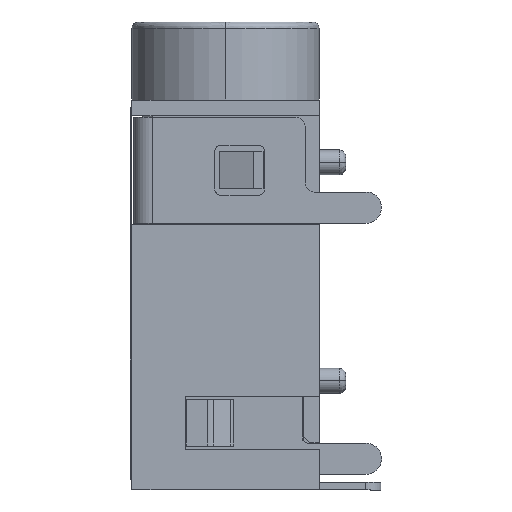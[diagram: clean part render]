
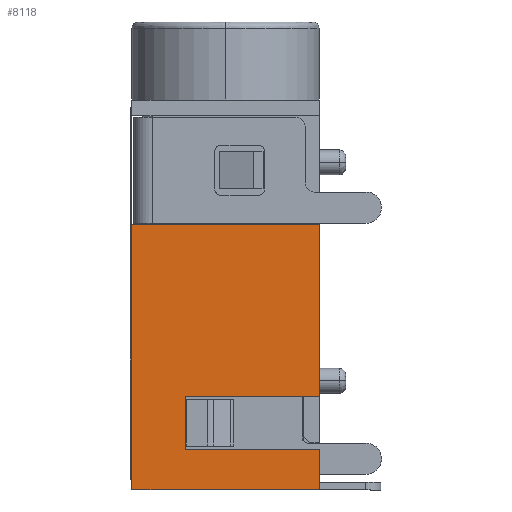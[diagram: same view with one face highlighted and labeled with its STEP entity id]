
A CAD part, left-side view. The second image highlights one B-rep face of the part: STEP entity #8118.
In plain terms, the highlighted planar face has unit normal (-1, 0, 0).
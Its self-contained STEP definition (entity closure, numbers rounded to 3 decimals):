
#320 = VECTOR ( 'NONE', #14716, 1000. ) ;
#928 = ORIENTED_EDGE ( 'NONE', *, *, #6132, .F. ) ;
#1099 = EDGE_CURVE ( 'NONE', #4817, #8526, #4793, .T. ) ;
#1222 = ORIENTED_EDGE ( 'NONE', *, *, #3290, .T. ) ;
#1359 = LINE ( 'NONE', #13456, #13054 ) ;
#1742 = DIRECTION ( 'NONE',  ( 0., -1., 0. ) ) ;
#1793 = EDGE_CURVE ( 'NONE', #11450, #6278, #11392, .T. ) ;
#2168 = CARTESIAN_POINT ( 'NONE',  ( -3.55, -3., 3. ) ) ;
#2174 = CARTESIAN_POINT ( 'NONE',  ( -3.55, -3., 0. ) ) ;
#2348 = DIRECTION ( 'NONE',  ( 0., 0., -1. ) ) ;
#3290 = EDGE_CURVE ( 'NONE', #14907, #9769, #11158, .T. ) ;
#3687 = AXIS2_PLACEMENT_3D ( 'NONE', #11104, #9803, #2348 ) ;
#3818 = VECTOR ( 'NONE', #14762, 1000. ) ;
#4286 = CARTESIAN_POINT ( 'NONE',  ( -3.55, 3., 1.3 ) ) ;
#4329 = VECTOR ( 'NONE', #1742, 1000. ) ;
#4769 = DIRECTION ( 'NONE',  ( 0., -1., 0. ) ) ;
#4793 = LINE ( 'NONE', #12326, #320 ) ;
#4817 = VERTEX_POINT ( 'NONE', #2168 ) ;
#5128 = FACE_OUTER_BOUND ( 'NONE', #6095, .T. ) ;
#5188 = VECTOR ( 'NONE', #15583, 1000. ) ;
#5718 = CARTESIAN_POINT ( 'NONE',  ( -3.55, -3., 8.5 ) ) ;
#5833 = DIRECTION ( 'NONE',  ( 0., 0., 1. ) ) ;
#6095 = EDGE_LOOP ( 'NONE', ( #11017, #7766, #10658, #1222, #15647, #9186, #14540, #928 ) ) ;
#6132 = EDGE_CURVE ( 'NONE', #4817, #11450, #8889, .T. ) ;
#6222 = EDGE_CURVE ( 'NONE', #13280, #9769, #15130, .T. ) ;
#6278 = VERTEX_POINT ( 'NONE', #12372 ) ;
#6683 = CARTESIAN_POINT ( 'NONE',  ( -3.55, 0., 0. ) ) ;
#7221 = VECTOR ( 'NONE', #4769, 1000. ) ;
#7296 = PLANE ( 'NONE',  #3687 ) ;
#7412 = LINE ( 'NONE', #15890, #7221 ) ;
#7695 = VERTEX_POINT ( 'NONE', #10267 ) ;
#7766 = ORIENTED_EDGE ( 'NONE', *, *, #15124, .F. ) ;
#8091 = VECTOR ( 'NONE', #13663, 1000. ) ;
#8118 = ADVANCED_FACE ( 'NONE', ( #5128 ), #7296, .F. ) ;
#8503 = CARTESIAN_POINT ( 'NONE',  ( -3.55, -3., 12.5 ) ) ;
#8526 = VERTEX_POINT ( 'NONE', #5718 ) ;
#8760 = VECTOR ( 'NONE', #12851, 1000. ) ;
#8889 = LINE ( 'NONE', #9268, #5188 ) ;
#8920 = CARTESIAN_POINT ( 'NONE',  ( -3.55, 1.3, 12.5 ) ) ;
#9073 = CARTESIAN_POINT ( 'NONE',  ( -3.55, -3., 1.3 ) ) ;
#9186 = ORIENTED_EDGE ( 'NONE', *, *, #10166, .F. ) ;
#9268 = CARTESIAN_POINT ( 'NONE',  ( -3.55, 3., 3. ) ) ;
#9769 = VERTEX_POINT ( 'NONE', #2174 ) ;
#9803 = DIRECTION ( 'NONE',  ( 1., 0., 0. ) ) ;
#9868 = EDGE_CURVE ( 'NONE', #14907, #7695, #1359, .T. ) ;
#10166 = EDGE_CURVE ( 'NONE', #6278, #13280, #14992, .T. ) ;
#10267 = CARTESIAN_POINT ( 'NONE',  ( -3.55, 3., 8.5 ) ) ;
#10658 = ORIENTED_EDGE ( 'NONE', *, *, #9868, .F. ) ;
#11017 = ORIENTED_EDGE ( 'NONE', *, *, #1099, .T. ) ;
#11104 = CARTESIAN_POINT ( 'NONE',  ( -3.55, 3., 12.5 ) ) ;
#11158 = LINE ( 'NONE', #6683, #4329 ) ;
#11392 = LINE ( 'NONE', #8920, #8091 ) ;
#11450 = VERTEX_POINT ( 'NONE', #12704 ) ;
#12326 = CARTESIAN_POINT ( 'NONE',  ( -3.55, -3., 12.5 ) ) ;
#12372 = CARTESIAN_POINT ( 'NONE',  ( -3.55, 1.3, 1.3 ) ) ;
#12704 = CARTESIAN_POINT ( 'NONE',  ( -3.55, 1.3, 3. ) ) ;
#12851 = DIRECTION ( 'NONE',  ( 0., -1., 0. ) ) ;
#12937 = CARTESIAN_POINT ( 'NONE',  ( -3.55, 3., 0. ) ) ;
#13054 = VECTOR ( 'NONE', #5833, 1000. ) ;
#13280 = VERTEX_POINT ( 'NONE', #9073 ) ;
#13456 = CARTESIAN_POINT ( 'NONE',  ( -3.55, 3., 12.5 ) ) ;
#13663 = DIRECTION ( 'NONE',  ( 0., 0., -1. ) ) ;
#14540 = ORIENTED_EDGE ( 'NONE', *, *, #1793, .F. ) ;
#14716 = DIRECTION ( 'NONE',  ( 0., 0., 1. ) ) ;
#14762 = DIRECTION ( 'NONE',  ( 0., 0., -1. ) ) ;
#14907 = VERTEX_POINT ( 'NONE', #12937 ) ;
#14992 = LINE ( 'NONE', #4286, #8760 ) ;
#15124 = EDGE_CURVE ( 'NONE', #7695, #8526, #7412, .T. ) ;
#15130 = LINE ( 'NONE', #8503, #3818 ) ;
#15583 = DIRECTION ( 'NONE',  ( 0., 1., 0. ) ) ;
#15647 = ORIENTED_EDGE ( 'NONE', *, *, #6222, .F. ) ;
#15890 = CARTESIAN_POINT ( 'NONE',  ( -3.55, 3., 8.5 ) ) ;
